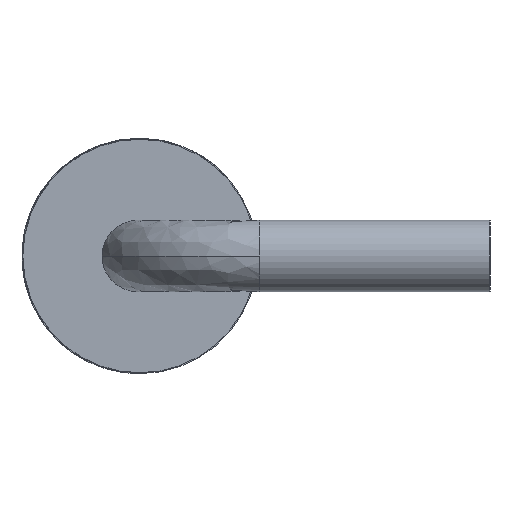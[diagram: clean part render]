
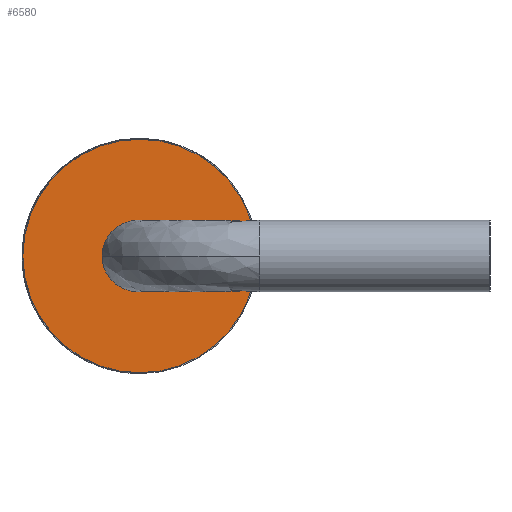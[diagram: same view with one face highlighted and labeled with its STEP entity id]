
A CAD part, left-side view. The second image highlights one B-rep face of the part: STEP entity #6580.
In plain terms, the highlighted planar face has unit normal (-1, 0, 0).
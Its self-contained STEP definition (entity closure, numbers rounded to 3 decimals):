
#132 = CARTESIAN_POINT ( 'NONE',  ( -2.5, 0.419, -0.108 ) ) ;
#359 = CARTESIAN_POINT ( 'NONE',  ( -2.5, 0.419, 0.108 ) ) ;
#488 = VERTEX_POINT ( 'NONE', #1427 ) ;
#628 = CARTESIAN_POINT ( 'NONE',  ( -2.5, -0.212, 0.357 ) ) ;
#683 = ORIENTED_EDGE ( 'NONE', *, *, #6581, .T. ) ;
#1427 = CARTESIAN_POINT ( 'NONE',  ( -2.5, 0., -1.3 ) ) ;
#2105 = CARTESIAN_POINT ( 'NONE',  ( -2.5, -0.419, -0.108 ) ) ;
#2262 = FACE_BOUND ( 'NONE', #11259, .T. ) ;
#2446 = CIRCLE ( 'NONE', #7687, 1.3 ) ;
#2500 = CARTESIAN_POINT ( 'NONE',  ( -2.5, 0., 0. ) ) ;
#2525 = CARTESIAN_POINT ( 'NONE',  ( -2.5, 0.109, 0.401 ) ) ;
#3318 = VERTEX_POINT ( 'NONE', #8571 ) ;
#3372 = CARTESIAN_POINT ( 'NONE',  ( -2.5, -0.106, 0.399 ) ) ;
#3440 = CARTESIAN_POINT ( 'NONE',  ( -2.5, 0.217, 0.36 ) ) ;
#3671 = CARTESIAN_POINT ( 'NONE',  ( -2.5, 0., 0. ) ) ;
#3939 = CARTESIAN_POINT ( 'NONE',  ( -2.5, 0.11, -0.401 ) ) ;
#4820 = CARTESIAN_POINT ( 'NONE',  ( -2.5, 0.419, 0. ) ) ;
#4989 = B_SPLINE_CURVE_WITH_KNOTS ( 'NONE', 3,
 ( #5106, #2105, #10982, #5893, #6089, #3939, #9120, #8937, #132, #7938 ),
 .UNSPECIFIED., .F., .F.,
 ( 4, 2, 2, 2, 4 ),
 ( -0.001, 0., 0., 0., 0.001 ),
 .UNSPECIFIED. ) ;
#5072 = EDGE_LOOP ( 'NONE', ( #9020, #6609 ) ) ;
#5106 = CARTESIAN_POINT ( 'NONE',  ( -2.5, -0.419, 0. ) ) ;
#5333 = CARTESIAN_POINT ( 'NONE',  ( -2.5, -0.419, 0.108 ) ) ;
#5893 = CARTESIAN_POINT ( 'NONE',  ( -2.5, -0.212, -0.357 ) ) ;
#6089 = CARTESIAN_POINT ( 'NONE',  ( -2.5, -0.106, -0.399 ) ) ;
#6316 = PLANE ( 'NONE',  #6805 ) ;
#6580 = ADVANCED_FACE ( 'NONE', ( #2262, #10285 ), #6316, .T. ) ;
#6581 = EDGE_CURVE ( 'NONE', #11119, #3318, #12545, .T. ) ;
#6609 = ORIENTED_EDGE ( 'NONE', *, *, #7866, .F. ) ;
#6805 = AXIS2_PLACEMENT_3D ( 'NONE', #8366, #11664, #9483 ) ;
#7101 = CARTESIAN_POINT ( 'NONE',  ( -2.5, 0., 1.3 ) ) ;
#7611 = DIRECTION ( 'NONE',  ( 0., 0., -1. ) ) ;
#7674 = DIRECTION ( 'NONE',  ( 1., 0., 0. ) ) ;
#7687 = AXIS2_PLACEMENT_3D ( 'NONE', #2500, #12686, #7611 ) ;
#7848 = EDGE_CURVE ( 'NONE', #488, #11607, #2446, .T. ) ;
#7866 = EDGE_CURVE ( 'NONE', #11607, #488, #8960, .T. ) ;
#7938 = CARTESIAN_POINT ( 'NONE',  ( -2.5, 0.419, 0. ) ) ;
#8366 = CARTESIAN_POINT ( 'NONE',  ( -2.5, 0.65, 0. ) ) ;
#8571 = CARTESIAN_POINT ( 'NONE',  ( -2.5, -0.419, 0. ) ) ;
#8898 = EDGE_CURVE ( 'NONE', #3318, #11119, #4989, .T. ) ;
#8937 = CARTESIAN_POINT ( 'NONE',  ( -2.5, 0.372, -0.213 ) ) ;
#8960 = CIRCLE ( 'NONE', #12739, 1.3 ) ;
#9020 = ORIENTED_EDGE ( 'NONE', *, *, #7848, .F. ) ;
#9120 = CARTESIAN_POINT ( 'NONE',  ( -2.5, 0.217, -0.36 ) ) ;
#9206 = ORIENTED_EDGE ( 'NONE', *, *, #8898, .T. ) ;
#9347 = CARTESIAN_POINT ( 'NONE',  ( -2.5, -0.419, 0. ) ) ;
#9483 = DIRECTION ( 'NONE',  ( 0., 0., 1. ) ) ;
#10285 = FACE_OUTER_BOUND ( 'NONE', #5072, .T. ) ;
#10591 = DIRECTION ( 'NONE',  ( 0., 0., -1. ) ) ;
#10982 = CARTESIAN_POINT ( 'NONE',  ( -2.5, -0.369, -0.212 ) ) ;
#11119 = VERTEX_POINT ( 'NONE', #4820 ) ;
#11259 = EDGE_LOOP ( 'NONE', ( #683, #9206 ) ) ;
#11602 = CARTESIAN_POINT ( 'NONE',  ( -2.5, 0.419, 0. ) ) ;
#11607 = VERTEX_POINT ( 'NONE', #7101 ) ;
#11664 = DIRECTION ( 'NONE',  ( -1., 0., 0. ) ) ;
#12444 = CARTESIAN_POINT ( 'NONE',  ( -2.5, 0.372, 0.214 ) ) ;
#12545 = B_SPLINE_CURVE_WITH_KNOTS ( 'NONE', 3,
 ( #11602, #359, #12444, #3440, #2525, #3372, #628, #12583, #5333, #9347 ),
 .UNSPECIFIED., .F., .F.,
 ( 4, 2, 2, 2, 4 ),
 ( 0.001, 0.001, 0.001, 0.002, 0.002 ),
 .UNSPECIFIED. ) ;
#12583 = CARTESIAN_POINT ( 'NONE',  ( -2.5, -0.369, 0.212 ) ) ;
#12686 = DIRECTION ( 'NONE',  ( 1., 0., 0. ) ) ;
#12739 = AXIS2_PLACEMENT_3D ( 'NONE', #3671, #7674, #10591 ) ;
